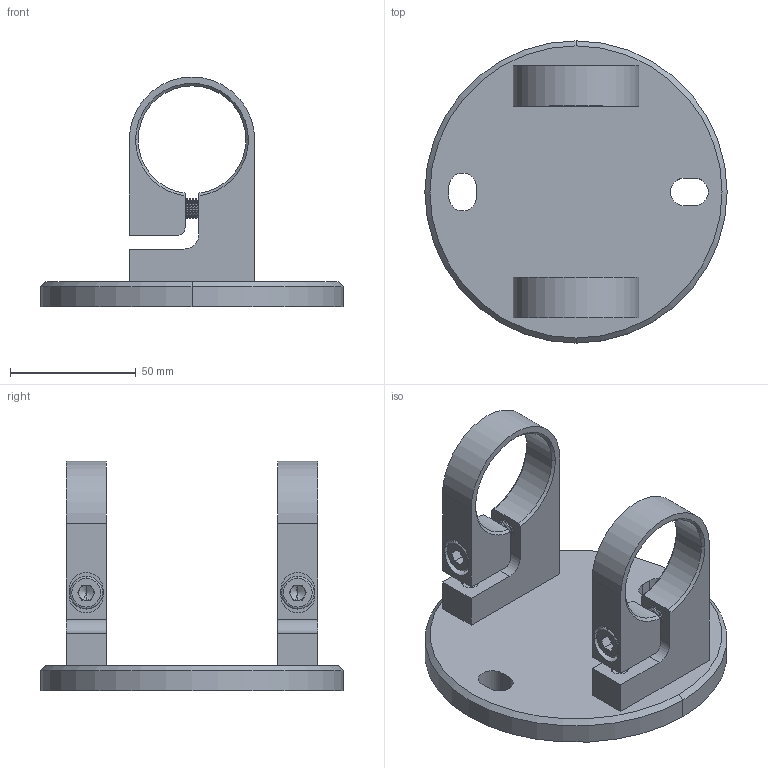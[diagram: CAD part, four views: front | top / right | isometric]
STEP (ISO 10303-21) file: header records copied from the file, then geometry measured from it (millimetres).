
FILE_DESCRIPTION (( 'STEP AP203' ), '1' );
FILE_NAME ('50138-V4A.step', '2019-05-03T08:22:31', ( '' ), ( '' ), 'SwSTEP 2.0', 'SolidWorks 2015', '' );
FILE_SCHEMA (( 'CONFIG_CONTROL_DESIGN' ));
Length unit declared in the file: millimetre
Products named in the file (5): 6020X-240 Teil1 Konfig_50138-V4A Teil2; 50138-240P Konfig_50138-V4A Teil1; socket head cap screw_din_DIN 912 M8 x 30 --- 30S; 50138-V4A; socket countersunk head screw_din_DIN 7991 - M8 x 20 --- 20S
Assembly tree (9 placements, depth 2):
  50138-V4A
    50138-240P Konfig_50138-V4A Teil1
    6020X-240 Teil1 Konfig_50138-V4A Teil2  x2
    socket head cap screw_din_DIN 912 M8 x 30 --- 30S  x2
    socket countersunk head screw_din_DIN 7991 - M8 x 20 --- 20S  x4
Bounding box: 120 x 120 x 91.3 mm (x, y, z)
Volume: 168027.6 mm3; surface area: 61824.8 mm2
Topology: 9 solids, 9 shells, 1034 faces, 2657 edges, 1662 vertices
Faces by surface type: cone 406, plane 265, cylinder 251, bspline 96, torus 16
Entity records: 22710 total; most frequent: CARTESIAN_POINT 8726, ORIENTED_EDGE 2870, DIRECTION 2635, EDGE_CURVE 1435, AXIS2_PLACEMENT_3D 923, VERTEX_POINT 918, LINE 789, VECTOR 789
